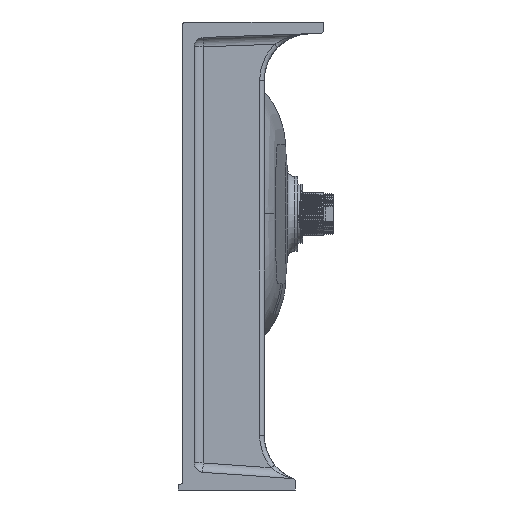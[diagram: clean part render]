
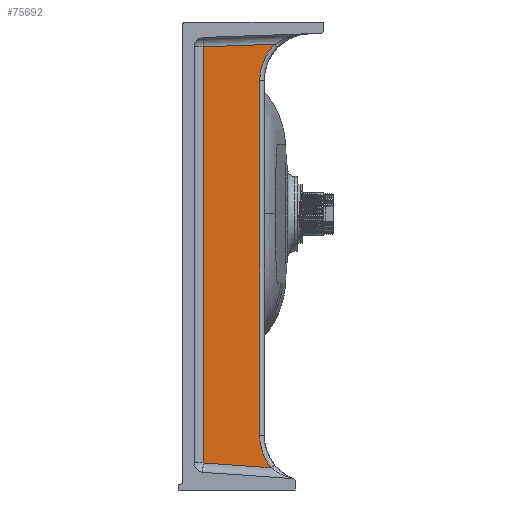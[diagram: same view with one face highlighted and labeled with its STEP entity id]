
A CAD part, left-side view. The second image highlights one B-rep face of the part: STEP entity #75692.
In plain terms, the highlighted planar face has unit normal (-1, -0.018, 0).
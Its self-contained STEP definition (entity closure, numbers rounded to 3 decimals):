
#949 = AXIS2_PLACEMENT_3D ( 'NONE', #95999, #12260, #88481 ) ;
#1232 = CARTESIAN_POINT ( 'NONE',  ( -1055.874, -94.229, -271.186 ) ) ;
#3305 = CARTESIAN_POINT ( 'NONE',  ( -1056.086, -82.087, 268.571 ) ) ;
#4037 = ORIENTED_EDGE ( 'NONE', *, *, #79871, .T. ) ;
#4121 = CARTESIAN_POINT ( 'NONE',  ( -1055.808, -97.974, 181.183 ) ) ;
#4183 = VECTOR ( 'NONE', #94381, 1000. ) ;
#7952 = CARTESIAN_POINT ( 'NONE',  ( -1056.086, -82.087, 142.516 ) ) ;
#10700 = VERTEX_POINT ( 'NONE', #31991 ) ;
#11127 = LINE ( 'NONE', #17665, #4183 ) ;
#12073 = VERTEX_POINT ( 'NONE', #26817 ) ;
#12260 = DIRECTION ( 'NONE',  ( -1., -0.017, 0. ) ) ;
#16210 = DIRECTION ( 'NONE',  ( -0.017, 0.999, -0.035 ) ) ;
#16909 = LINE ( 'NONE', #85116, #63307 ) ;
#17085 = VECTOR ( 'NONE', #16210, 1000. ) ;
#17665 = CARTESIAN_POINT ( 'NONE',  ( -1055.461, -117.906, -272.841 ) ) ;
#19657 = VERTEX_POINT ( 'NONE', #75266 ) ;
#19685 = ORIENTED_EDGE ( 'NONE', *, *, #88117, .T. ) ;
#20052 = ORIENTED_EDGE ( 'NONE', *, *, #74545, .T. ) ;
#20279 = FACE_OUTER_BOUND ( 'NONE', #83288, .T. ) ;
#25418 = DIRECTION ( 'NONE',  ( 0., 0., -1. ) ) ;
#26817 = CARTESIAN_POINT ( 'NONE',  ( -1057.138, -21.825, 178.524 ) ) ;
#28716 = ORIENTED_EDGE ( 'NONE', *, *, #61527, .T. ) ;
#31991 = CARTESIAN_POINT ( 'NONE',  ( -1056.086, -82.087, -236.716 ) ) ;
#32970 = VECTOR ( 'NONE', #41443, 1000. ) ;
#39015 = CARTESIAN_POINT ( 'NONE',  ( -1056.086, -82.087, 142.516 ) ) ;
#39755 =( BOUNDED_CURVE ( )  B_SPLINE_CURVE ( 3, ( #1232, #85487, #92527, #76975 ),
 .UNSPECIFIED., .F., .T. ) 
 B_SPLINE_CURVE_WITH_KNOTS ( ( 4, 4 ),
 ( 5.606, 6.283 ),
 .UNSPECIFIED. ) 
 CURVE ( )  GEOMETRIC_REPRESENTATION_ITEM ( )  RATIONAL_B_SPLINE_CURVE ( ( 1., 0.962, 0.962, 1. ) ) 
 REPRESENTATION_ITEM ( '' )  );
#41443 = DIRECTION ( 'NONE',  ( 0., 0., 1. ) ) ;
#49519 = ORIENTED_EDGE ( 'NONE', *, *, #75130, .T. ) ;
#57393 = PLANE ( 'NONE',  #949 ) ;
#59381 =( BOUNDED_CURVE ( )  B_SPLINE_CURVE ( 3, ( #7952, #93673, #70606, #77641 ),
 .UNSPECIFIED., .F., .F. ) 
 B_SPLINE_CURVE_WITH_KNOTS ( ( 4, 4 ),
 ( 0., 0.78 ),
 .UNSPECIFIED. ) 
 CURVE ( )  GEOMETRIC_REPRESENTATION_ITEM ( )  RATIONAL_B_SPLINE_CURVE ( ( 1., 0.95, 0.95, 1. ) ) 
 REPRESENTATION_ITEM ( '' )  );
#61346 = CARTESIAN_POINT ( 'NONE',  ( -1057.135, -22., 178.53 ) ) ;
#61527 = EDGE_CURVE ( 'NONE', #98655, #70754, #59381, .T. ) ;
#63307 = VECTOR ( 'NONE', #25418, 1000. ) ;
#70606 = CARTESIAN_POINT ( 'NONE',  ( -1055.988, -87.662, 170.752 ) ) ;
#70754 = VERTEX_POINT ( 'NONE', #4121 ) ;
#74545 = EDGE_CURVE ( 'NONE', #10700, #98655, #95090, .T. ) ;
#75130 = EDGE_CURVE ( 'NONE', #87285, #10700, #39755, .T. ) ;
#75266 = CARTESIAN_POINT ( 'NONE',  ( -1057.138, -21.825, -266.123 ) ) ;
#75692 = ADVANCED_FACE ( 'NONE', ( #20279 ), #57393, .T. ) ;
#76883 = LINE ( 'NONE', #61346, #17085 ) ;
#76975 = CARTESIAN_POINT ( 'NONE',  ( -1056.086, -82.087, -236.716 ) ) ;
#77641 = CARTESIAN_POINT ( 'NONE',  ( -1055.808, -97.974, 181.183 ) ) ;
#78680 = ORIENTED_EDGE ( 'NONE', *, *, #85636, .T. ) ;
#79871 = EDGE_CURVE ( 'NONE', #12073, #19657, #16909, .T. ) ;
#81072 = CARTESIAN_POINT ( 'NONE',  ( -1055.874, -94.229, -271.186 ) ) ;
#83288 = EDGE_LOOP ( 'NONE', ( #20052, #28716, #19685, #4037, #78680, #49519 ) ) ;
#85116 = CARTESIAN_POINT ( 'NONE',  ( -1057.138, -21.825, 268.571 ) ) ;
#85487 = CARTESIAN_POINT ( 'NONE',  ( -1056.012, -86.294, -261.319 ) ) ;
#85636 = EDGE_CURVE ( 'NONE', #19657, #87285, #11127, .T. ) ;
#87285 = VERTEX_POINT ( 'NONE', #81072 ) ;
#88117 = EDGE_CURVE ( 'NONE', #70754, #12073, #76883, .T. ) ;
#88481 = DIRECTION ( 'NONE',  ( 0.017, -1., 0. ) ) ;
#92527 = CARTESIAN_POINT ( 'NONE',  ( -1056.086, -82.087, -249.377 ) ) ;
#93673 = CARTESIAN_POINT ( 'NONE',  ( -1056.086, -82.087, 157.184 ) ) ;
#94381 = DIRECTION ( 'NONE',  ( 0.017, -0.997, -0.07 ) ) ;
#95090 = LINE ( 'NONE', #3305, #32970 ) ;
#95999 = CARTESIAN_POINT ( 'NONE',  ( -1056., -87., 268.571 ) ) ;
#98655 = VERTEX_POINT ( 'NONE', #39015 ) ;
